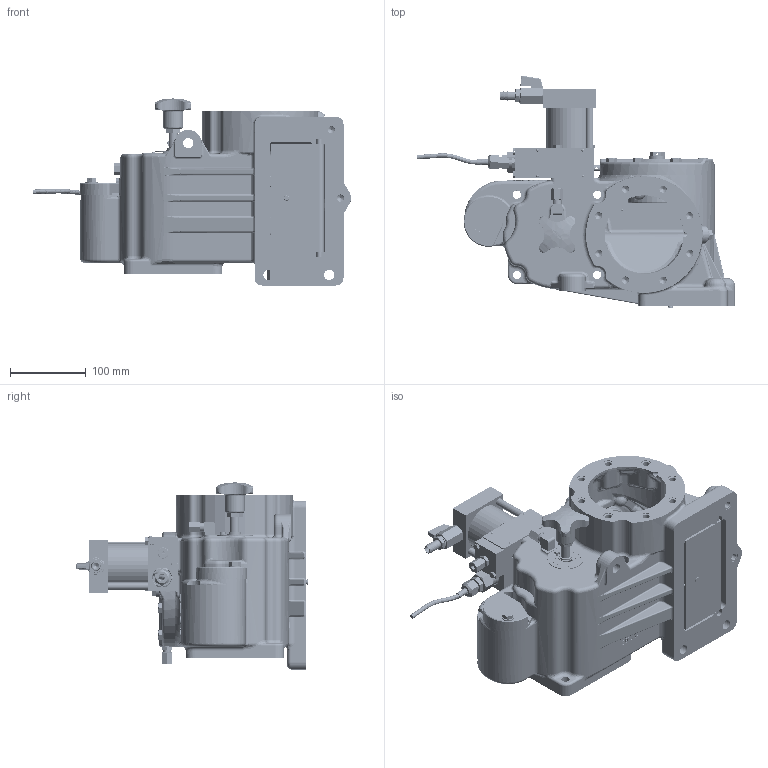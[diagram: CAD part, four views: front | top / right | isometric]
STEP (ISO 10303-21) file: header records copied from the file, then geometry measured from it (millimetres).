
FILE_DESCRIPTION (( 'STEP AP214' ), '1' );
FILE_NAME ('GVL80SE-D_252532.STEP', '2014-11-25T09:04:38', ( 'Admin2' ), ( '' ), 'SwSTEP 2.0', 'SolidWorks 2010', '' );
FILE_SCHEMA (( 'AUTOMOTIVE_DESIGN' ));
Length unit declared in the file: millimetre
Products named in the file (1): GVL80SE-D_252532
Bounding box: 420.11 x 307.04 x 247 mm (x, y, z)
Volume: 4534202.4 mm3; surface area: 945309.1 mm2
Topology: 83 solids, 83 shells, 5032 faces, 12372 edges, 7479 vertices
Faces by surface type: plane 1578, cylinder 1287, bspline 998, cone 681, torus 430, sphere 58
Entity records: 256681 total; most frequent: CARTESIAN_POINT 89429, ORIENTED_EDGE 24172, DIRECTION 21476, EDGE_CURVE 12086, AXIS2_PLACEMENT_3D 8296, VERTEX_POINT 7467, EDGE_LOOP 5509, UNCERTAINTY_MEASURE_WITH_UNIT 5117
